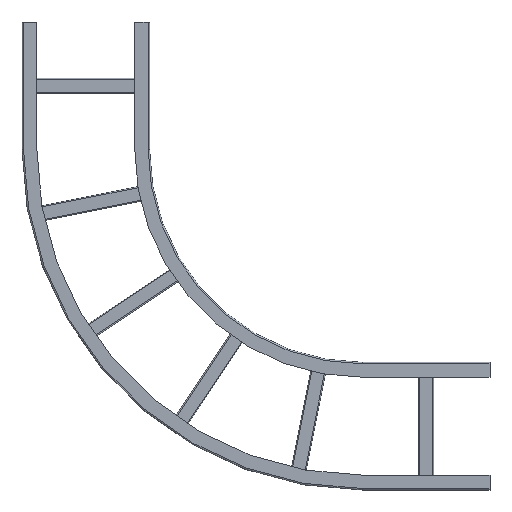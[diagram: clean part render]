
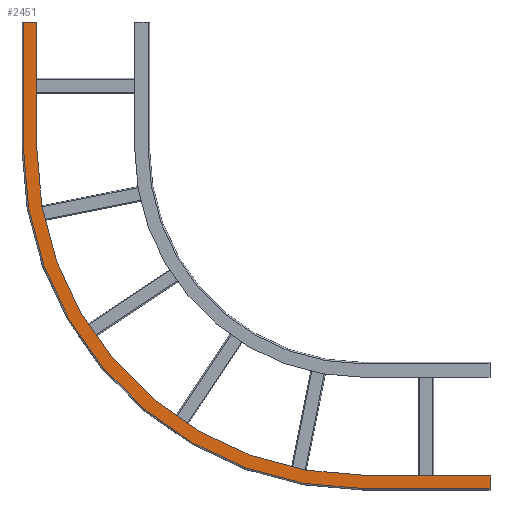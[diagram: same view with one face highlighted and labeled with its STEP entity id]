
A CAD part, front view. The second image highlights one B-rep face of the part: STEP entity #2451.
In plain terms, the highlighted planar face has unit normal (0, -1, 0).
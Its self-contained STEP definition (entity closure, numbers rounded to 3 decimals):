
#1014=DIRECTION('',(0.,0.,-1.));
#1015=VECTOR('',#1014,31.5);
#1016=CARTESIAN_POINT('',(1100.,0.,-1065.));
#1017=LINE('',#1016,#1015);
#1160=CARTESIAN_POINT('',(800.,0.,-300.));
#1161=DIRECTION('',(0.,-1.,0.));
#1162=DIRECTION('',(-1.,0.,0.));
#1163=AXIS2_PLACEMENT_3D('',#1160,#1161,#1162);
#1165=DIRECTION('',(-1.,0.,0.));
#1166=VECTOR('',#1165,31.5);
#1167=CARTESIAN_POINT('',(35.,0.,0.));
#1168=LINE('',#1167,#1166);
#1169=CARTESIAN_POINT('',(800.,0.,-300.));
#1170=DIRECTION('',(0.,1.,0.));
#1171=DIRECTION('',(0.,0.,-1.));
#1172=AXIS2_PLACEMENT_3D('',#1169,#1170,#1171);
#1174=DIRECTION('',(-1.,0.,0.));
#1175=VECTOR('',#1174,300.);
#1176=CARTESIAN_POINT('',(1100.,0.,-1065.));
#1177=LINE('',#1176,#1175);
#1193=DIRECTION('',(0.,0.,1.));
#1194=VECTOR('',#1193,300.);
#1195=CARTESIAN_POINT('',(3.5,0.,-300.));
#1196=LINE('',#1195,#1194);
#1201=DIRECTION('',(-1.,0.,0.));
#1202=VECTOR('',#1201,300.);
#1203=CARTESIAN_POINT('',(1100.,0.,-1096.5));
#1204=LINE('',#1203,#1202);
#1213=DIRECTION('',(0.,0.,-1.));
#1214=VECTOR('',#1213,300.);
#1215=CARTESIAN_POINT('',(35.,0.,0.));
#1216=LINE('',#1215,#1214);
#1965=CARTESIAN_POINT('',(35.,0.,-300.));
#1967=VERTEX_POINT('',#1965);
#1968=CARTESIAN_POINT('',(800.,0.,-1065.));
#1969=VERTEX_POINT('',#1968);
#1973=CARTESIAN_POINT('',(35.,0.,0.));
#1975=VERTEX_POINT('',#1973);
#1976=CARTESIAN_POINT('',(3.5,0.,-300.));
#1977=CARTESIAN_POINT('',(800.,0.,-1096.5));
#1978=VERTEX_POINT('',#1976);
#1979=VERTEX_POINT('',#1977);
#1980=CARTESIAN_POINT('',(1100.,0.,-1096.5));
#1981=VERTEX_POINT('',#1980);
#1982=CARTESIAN_POINT('',(1100.,0.,-1065.));
#1983=VERTEX_POINT('',#1982);
#1984=CARTESIAN_POINT('',(3.5,0.,0.));
#1985=VERTEX_POINT('',#1984);
#2430=CARTESIAN_POINT('',(35.,0.,-300.));
#2431=DIRECTION('',(0.,-1.,0.));
#2432=DIRECTION('',(1.,0.,0.));
#2433=AXIS2_PLACEMENT_3D('',#2430,#2431,#2432);
#2434=PLANE('',#2433);
#2436=ORIENTED_EDGE('',*,*,#2435,.F.);
#2438=ORIENTED_EDGE('',*,*,#2437,.T.);
#2439=ORIENTED_EDGE('',*,*,#2307,.F.);
#2441=ORIENTED_EDGE('',*,*,#2440,.T.);
#2443=ORIENTED_EDGE('',*,*,#2442,.F.);
#2445=ORIENTED_EDGE('',*,*,#2444,.F.);
#2446=ORIENTED_EDGE('',*,*,#2364,.T.);
#2448=ORIENTED_EDGE('',*,*,#2447,.T.);
#2449=EDGE_LOOP('',(#2436,#2438,#2439,#2441,#2443,#2445,#2446,#2448));
#2450=FACE_OUTER_BOUND('',#2449,.F.);
#2451=ADVANCED_FACE('',(#2450),#2434,.T.);
#1164=CIRCLE('',#1163,796.5);
#1173=CIRCLE('',#1172,765.);
#2307=EDGE_CURVE('',#1975,#1985,#1168,.T.);
#2364=EDGE_CURVE('',#1983,#1981,#1017,.T.);
#2435=EDGE_CURVE('',#1978,#1979,#1164,.T.);
#2437=EDGE_CURVE('',#1978,#1985,#1196,.T.);
#2440=EDGE_CURVE('',#1975,#1967,#1216,.T.);
#2442=EDGE_CURVE('',#1969,#1967,#1173,.T.);
#2444=EDGE_CURVE('',#1983,#1969,#1177,.T.);
#2447=EDGE_CURVE('',#1981,#1979,#1204,.T.);
